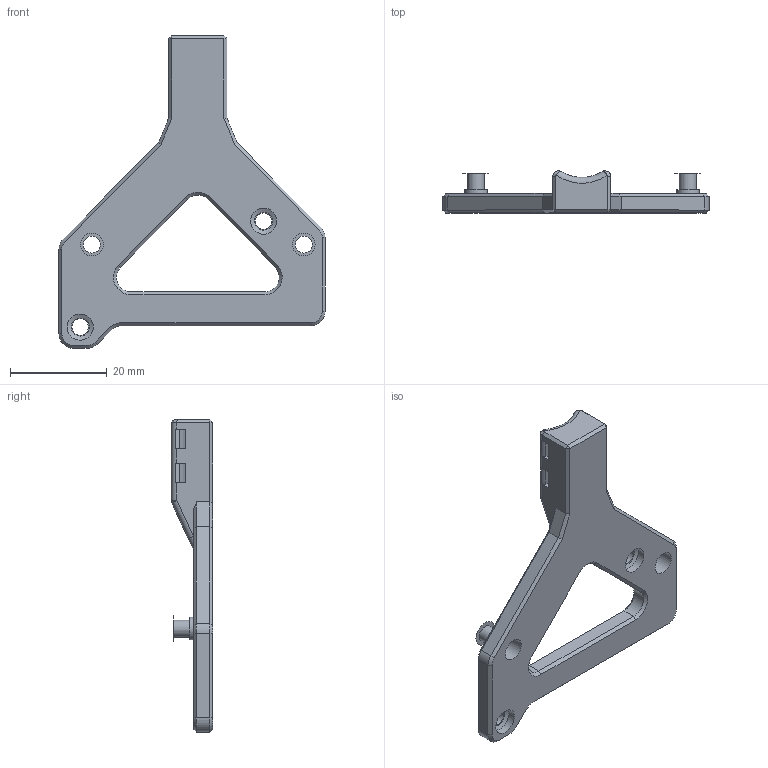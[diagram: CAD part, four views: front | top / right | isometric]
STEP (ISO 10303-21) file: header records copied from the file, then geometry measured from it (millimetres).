
FILE_DESCRIPTION(/* description */ (''),/* implementation_level */ '2;1');
FILE_NAME(/* name */ 'orbiter-v2-ebb36-carrier-inserts.step',/* time_stamp */ '2024-09-16T10:45:30+02:00',/* author */ (''),/* organization */ (''),/* preprocessor_version */ 'ST-DEVELOPER v20',/* originating_system */ 'Autodesk Translation Framework v13.14.0.145',/* authorisation */ '');
FILE_SCHEMA (('AUTOMOTIVE_DESIGN { 1 0 10303 214 3 1 1 }'));
Length unit declared in the file: millimetre
Products named in the file (1): orbiter-v2-ebb36-carrier-inserts
Bounding box: 55.06 x 8.64 x 64.69 mm (x, y, z)
Volume: 7116.5 mm3; surface area: 5028.5 mm2
Topology: 1 solids, 1 shells, 122 faces, 294 edges, 176 vertices
Faces by surface type: plane 59, cylinder 33, cone 22, bspline 3, torus 3, sphere 2
Full cylindrical faces by diameter (mm): 3.4 x2, 3.5 x2, 4.7 x2, 5.4 x2
Entity records: 3820 total; most frequent: CARTESIAN_POINT 883, DIRECTION 628, ORIENTED_EDGE 588, EDGE_CURVE 294, AXIS2_PLACEMENT_3D 224, LINE 180, VECTOR 180, VERTEX_POINT 176
